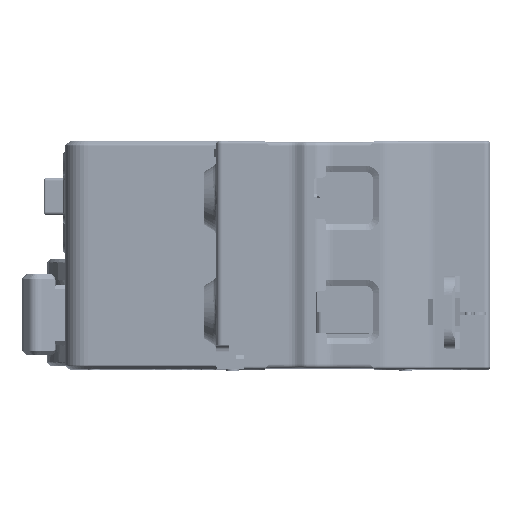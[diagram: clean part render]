
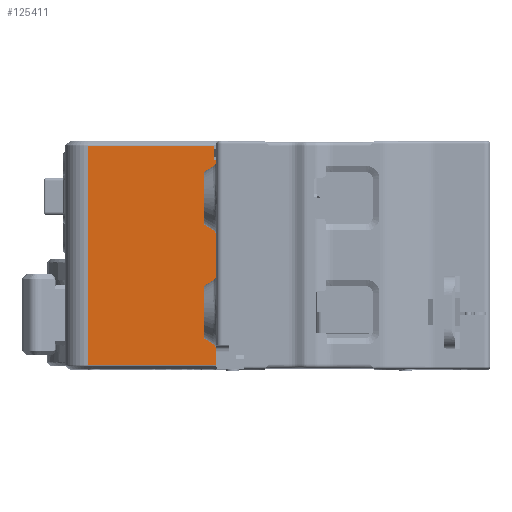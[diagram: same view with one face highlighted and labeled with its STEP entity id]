
A CAD part, top view. The second image highlights one B-rep face of the part: STEP entity #125411.
In plain terms, the highlighted planar face has unit normal (0, 0, 1).
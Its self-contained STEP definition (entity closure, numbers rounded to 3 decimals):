
#9320=DIRECTION('',(0.,1.,0.));
#9321=VECTOR('',#9320,34.09);
#9322=CARTESIAN_POINT('',(26.31,0.655,-19.6));
#9323=LINE('',#9322,#9321);
#9362=DIRECTION('',(0.,-1.,0.));
#9363=VECTOR('',#9362,3.195);
#9364=CARTESIAN_POINT('',(7.26,3.85,-19.6));
#9365=LINE('',#9364,#9363);
#9370=DIRECTION('',(1.,0.,0.));
#9371=VECTOR('',#9370,19.);
#9372=CARTESIAN_POINT('',(7.31,0.655,-19.6));
#9373=LINE('',#9372,#9371);
#18239=DIRECTION('',(0.,-1.,0.));
#18240=VECTOR('',#18239,34.09);
#18241=CARTESIAN_POINT('',(6.31,34.745,-19.6));
#18242=LINE('',#18241,#18240);
#24381=DIRECTION('',(-1.,0.,0.));
#24382=VECTOR('',#24381,20.);
#24383=CARTESIAN_POINT('',(26.31,34.745,-19.6));
#24384=LINE('',#24383,#24382);
#50480=DIRECTION('',(1.,0.,0.));
#50481=VECTOR('',#50480,0.95);
#50482=CARTESIAN_POINT('',(6.31,0.655,-19.6));
#50483=LINE('',#50482,#50481);
#50488=CARTESIAN_POINT('',(7.26,0.655,-19.6));
#50525=DIRECTION('',(1.,0.,0.));
#50526=VECTOR('',#50525,0.05);
#50527=CARTESIAN_POINT('',(7.26,3.85,-19.6));
#50528=LINE('',#50527,#50526);
#50533=DIRECTION('',(0.,-1.,0.));
#50534=VECTOR('',#50533,3.195);
#50535=CARTESIAN_POINT('',(7.31,3.85,-19.6));
#50536=LINE('',#50535,#50534);
#50537=CARTESIAN_POINT('',(7.31,0.655,-19.6));
#94943=VERTEX_POINT('',#50537);
#95906=CARTESIAN_POINT('',(26.31,0.655,-19.6));
#95907=VERTEX_POINT('',#95906);
#101595=CARTESIAN_POINT('',(7.26,3.85,-19.6));
#101596=VERTEX_POINT('',#101595);
#101613=CARTESIAN_POINT('',(6.31,0.655,-19.6));
#101614=VERTEX_POINT('',#101613);
#101621=VERTEX_POINT('',#50488);
#101626=CARTESIAN_POINT('',(6.31,34.745,-19.6));
#101627=VERTEX_POINT('',#101626);
#106941=CARTESIAN_POINT('',(7.31,3.85,-19.6));
#106943=VERTEX_POINT('',#106941);
#114873=CARTESIAN_POINT('',(26.31,34.745,-19.6));
#114875=VERTEX_POINT('',#114873);
#125389=CARTESIAN_POINT('',(3.31,0.,-19.6));
#125390=DIRECTION('',(0.,0.,1.));
#125391=DIRECTION('',(1.,0.,0.));
#125392=AXIS2_PLACEMENT_3D('',#125389,#125390,#125391);
#125393=PLANE('',#125392);
#125394=ORIENTED_EDGE('',*,*,#125324,.F.);
#125396=ORIENTED_EDGE('',*,*,#125395,.F.);
#125398=ORIENTED_EDGE('',*,*,#125397,.F.);
#125400=ORIENTED_EDGE('',*,*,#125399,.F.);
#125402=ORIENTED_EDGE('',*,*,#125401,.T.);
#125404=ORIENTED_EDGE('',*,*,#125403,.F.);
#125406=ORIENTED_EDGE('',*,*,#125405,.F.);
#125408=ORIENTED_EDGE('',*,*,#125407,.F.);
#125409=EDGE_LOOP('',(#125394,#125396,#125398,#125400,#125402,#125404,#125406,
#125408));
#125410=FACE_OUTER_BOUND('',#125409,.F.);
#125411=ADVANCED_FACE('',(#125410),#125393,.T.);
#125324=EDGE_CURVE('',#95907,#114875,#9323,.T.);
#125395=EDGE_CURVE('',#94943,#95907,#9373,.T.);
#125397=EDGE_CURVE('',#106943,#94943,#50536,.T.);
#125399=EDGE_CURVE('',#101596,#106943,#50528,.T.);
#125401=EDGE_CURVE('',#101596,#101621,#9365,.T.);
#125403=EDGE_CURVE('',#101614,#101621,#50483,.T.);
#125405=EDGE_CURVE('',#101627,#101614,#18242,.T.);
#125407=EDGE_CURVE('',#114875,#101627,#24384,.T.);
